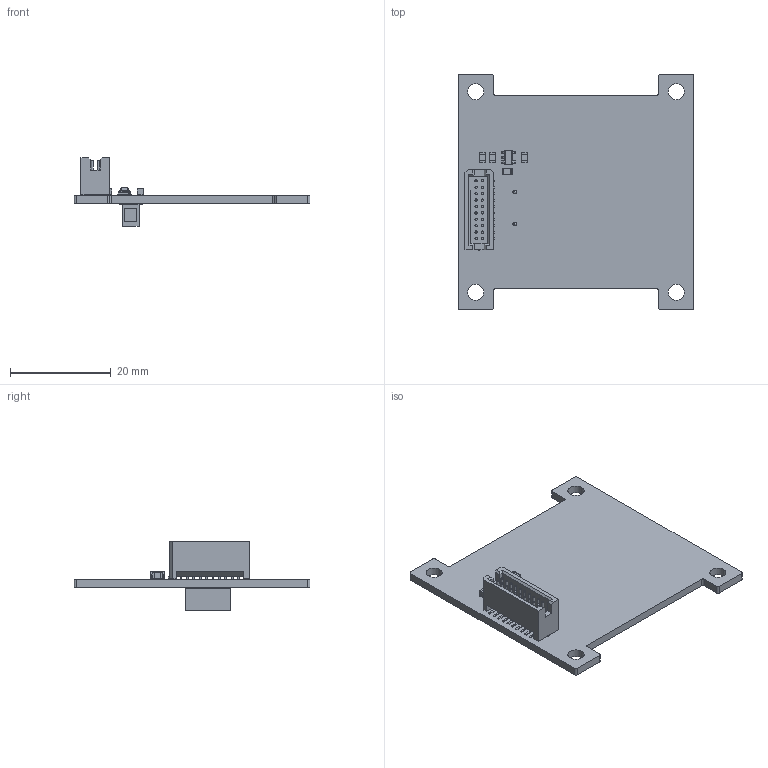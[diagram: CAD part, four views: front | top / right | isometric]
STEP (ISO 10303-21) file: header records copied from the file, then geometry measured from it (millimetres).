
FILE_DESCRIPTION(('KiCad electronic assembly'),'2;1');
FILE_NAME('payloadboard.step','2022-11-10T22:53:57',('Pcbnew'),('Kicad') ,'Open CASCADE STEP processor 7.6','KiCad to STEP converter','Unknown' );
FILE_SCHEMA(('AUTOMOTIVE_DESIGN { 1 0 10303 214 1 1 1 1 }'));
Length unit declared in the file: millimetre
Products named in the file (12): payloadboard 1; TFM-110-12-L-D-A; COMPOUND; C_0805_2012Metric; SOLID; R_0805_2012Metric; SOT-23-5; FLE-107-01-G-DV-A; payloadboard PCB
Assembly tree (13 placements, depth 3):
  payloadboard 1
    TFM-110-12-L-D-A
      COMPOUND
    C_0805_2012Metric  x3
      SOLID
    R_0805_2012Metric
      SOLID
    SOT-23-5
      SOLID
    FLE-107-01-G-DV-A
      COMPOUND
    payloadboard PCB
Bounding box: 46.8 x 46.8 x 13.58 mm (x, y, z)
Volume: 3590.8 mm3; surface area: 5706.8 mm2
Topology: 10 solids, 10 shells, 886 faces, 2409 edges, 1574 vertices
Faces by surface type: bspline 852, cylinder 20, plane 14
Full cylindrical faces by diameter (mm): 0.76 x2, 1.42 x2, 3.2 x4
Entity records: 53176 total; most frequent: CARTESIAN_POINT 22022, B_SPLINE_CURVE_WITH_KNOTS 5872, ORIENTED_EDGE 4524, PCURVE 4524, DEFINITIONAL_REPRESENTATION 4524, EDGE_CURVE 2262, SURFACE_CURVE 2214, VERTEX_POINT 1478
